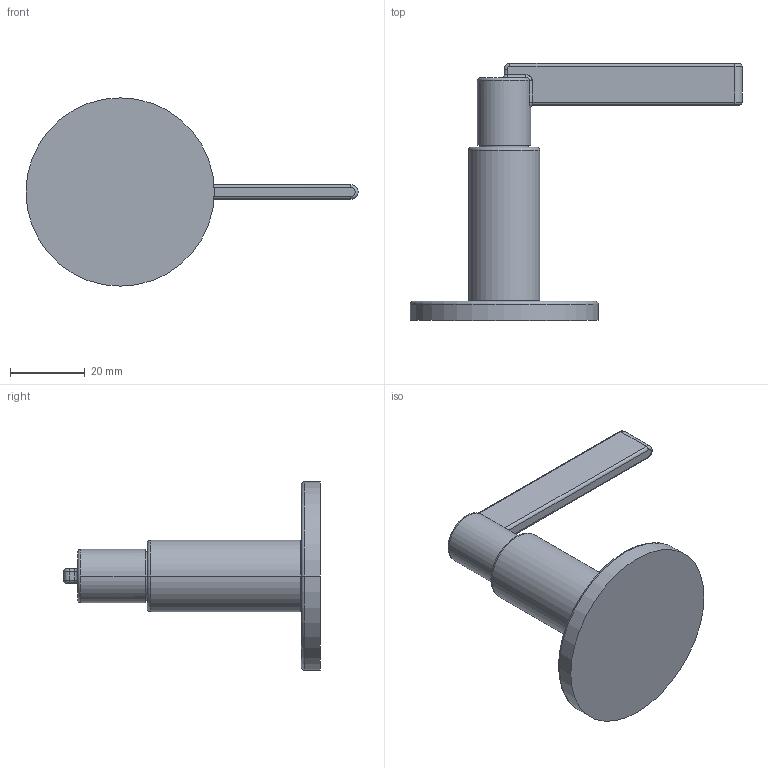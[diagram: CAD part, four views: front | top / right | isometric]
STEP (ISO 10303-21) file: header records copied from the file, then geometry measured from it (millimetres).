
FILE_DESCRIPTION((''),'2;1');
FILE_NAME('3-721_SW0001','2022-01-03T11:48:43',('gbazan'),(''),'CREO PARAMETRIC BY PTC INC, 2018400','CREO PARAMETRIC BY PTC INC, 2018400','');
FILE_SCHEMA(('CONFIG_CONTROL_DESIGN'));
Length unit declared in the file: inch
Products named in the file (1): 3-721_SW0001
Bounding box: 88.65 x 68.61 x 50.29 mm (x, y, z)
Volume: 27175 mm3; surface area: 9836.6 mm2
Topology: 1 solids, 1 shells, 56 faces, 120 edges, 72 vertices
Faces by surface type: cylinder 27, plane 13, torus 12, bspline 4
Entity records: 1840 total; most frequent: CARTESIAN_POINT 562, DIRECTION 284, ORIENTED_EDGE 240, AXIS2_PLACEMENT_3D 122, EDGE_CURVE 120, VERTEX_POINT 72, CIRCLE 70, EDGE_LOOP 62
